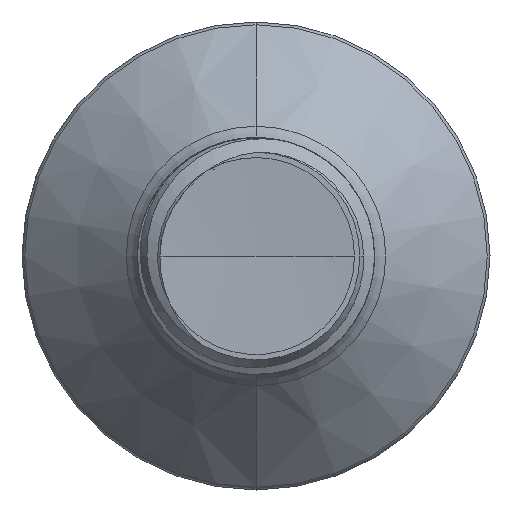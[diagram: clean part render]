
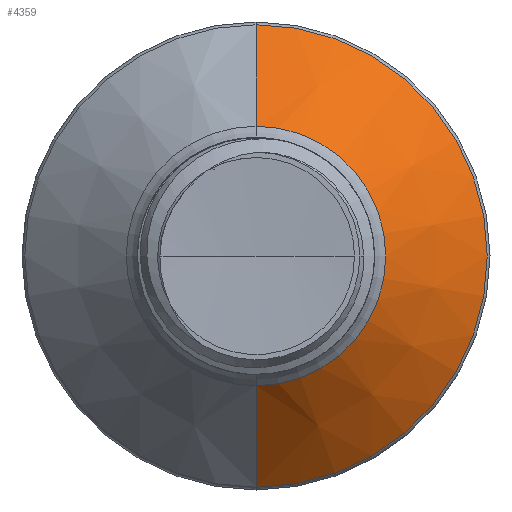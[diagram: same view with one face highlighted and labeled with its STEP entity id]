
A CAD part, front view. The second image highlights one B-rep face of the part: STEP entity #4359.
In plain terms, the highlighted conical face has half-angle 45 degrees and reference radius 4.381 mm.
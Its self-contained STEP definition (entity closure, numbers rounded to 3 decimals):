
#320 = LINE ( 'NONE', #5316, #28353 ) ;
#928 = AXIS2_PLACEMENT_3D ( 'NONE', #21123, #6960, #23122 ) ;
#2403 = CARTESIAN_POINT ( 'NONE',  ( 0., 13.985, 7.807 ) ) ;
#3368 = CARTESIAN_POINT ( 'NONE',  ( 0., 10.558, -4.381 ) ) ;
#4263 = AXIS2_PLACEMENT_3D ( 'NONE', #12885, #27981, #15422 ) ;
#4359 = ADVANCED_FACE ( 'NONE', ( #13277 ), #18068, .T. ) ;
#5316 = CARTESIAN_POINT ( 'NONE',  ( 0., 10.558, 4.381 ) ) ;
#6960 = DIRECTION ( 'NONE',  ( 0., 1., 0. ) ) ;
#7803 = VERTEX_POINT ( 'NONE', #25173 ) ;
#7880 = CARTESIAN_POINT ( 'NONE',  ( 0., 13.985, -7.807 ) ) ;
#8182 = EDGE_CURVE ( 'NONE', #7803, #27887, #320, .T. ) ;
#10909 = CIRCLE ( 'NONE', #4263, 4.381 ) ;
#12024 = EDGE_CURVE ( 'NONE', #15408, #12208, #18397, .T. ) ;
#12076 = VECTOR ( 'NONE', #28213, 1000. ) ;
#12208 = VERTEX_POINT ( 'NONE', #7880 ) ;
#12602 = EDGE_LOOP ( 'NONE', ( #21038, #21062, #21092, #21878 ) ) ;
#12885 = CARTESIAN_POINT ( 'NONE',  ( 0., 10.558, 0. ) ) ;
#13277 = FACE_OUTER_BOUND ( 'NONE', #12602, .T. ) ;
#13670 = CARTESIAN_POINT ( 'NONE',  ( 0., 10.558, -4.381 ) ) ;
#15408 = VERTEX_POINT ( 'NONE', #13670 ) ;
#15422 = DIRECTION ( 'NONE',  ( 0., 0., 1. ) ) ;
#15620 = AXIS2_PLACEMENT_3D ( 'NONE', #19104, #21384, #16795 ) ;
#16795 = DIRECTION ( 'NONE',  ( 0., 0., 1. ) ) ;
#18068 = CONICAL_SURFACE ( 'NONE', #15620, 4.381, 0.785 ) ;
#18397 = LINE ( 'NONE', #3368, #12076 ) ;
#19104 = CARTESIAN_POINT ( 'NONE',  ( 0., 10.558, 0. ) ) ;
#21038 = ORIENTED_EDGE ( 'NONE', *, *, #25853, .T. ) ;
#21062 = ORIENTED_EDGE ( 'NONE', *, *, #12024, .T. ) ;
#21092 = ORIENTED_EDGE ( 'NONE', *, *, #25363, .F. ) ;
#21123 = CARTESIAN_POINT ( 'NONE',  ( 0., 13.985, 0. ) ) ;
#21384 = DIRECTION ( 'NONE',  ( 0., 1., 0. ) ) ;
#21878 = ORIENTED_EDGE ( 'NONE', *, *, #8182, .F. ) ;
#23122 = DIRECTION ( 'NONE',  ( 0., 0., 1. ) ) ;
#25173 = CARTESIAN_POINT ( 'NONE',  ( 0., 10.558, 4.381 ) ) ;
#25363 = EDGE_CURVE ( 'NONE', #27887, #12208, #28910, .T. ) ;
#25714 = DIRECTION ( 'NONE',  ( 0., 0.707, 0.707 ) ) ;
#25853 = EDGE_CURVE ( 'NONE', #7803, #15408, #10909, .T. ) ;
#27887 = VERTEX_POINT ( 'NONE', #2403 ) ;
#27981 = DIRECTION ( 'NONE',  ( 0., 1., 0. ) ) ;
#28213 = DIRECTION ( 'NONE',  ( 0., 0.707, -0.707 ) ) ;
#28353 = VECTOR ( 'NONE', #25714, 1000. ) ;
#28910 = CIRCLE ( 'NONE', #928, 7.807 ) ;
